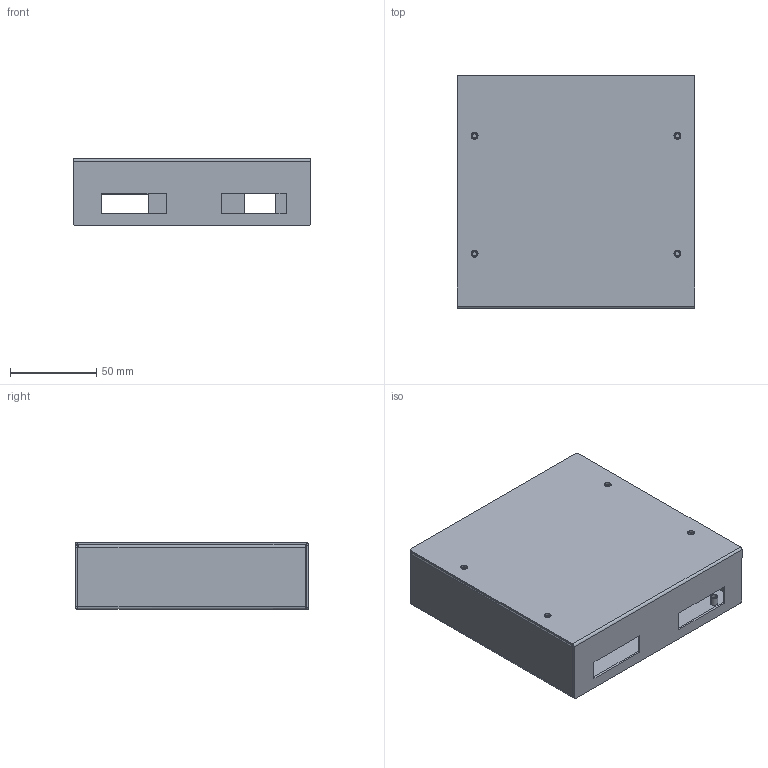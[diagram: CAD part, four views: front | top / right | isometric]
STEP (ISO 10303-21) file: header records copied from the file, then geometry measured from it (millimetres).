
FILE_DESCRIPTION (( 'STEP AP214' ), '1' );
FILE_NAME ('外壳三维图.STEP', '2024-04-01T05:57:00', ( '' ), ( '' ), 'SwSTEP 2.0', 'SolidWorks 2023', '' );
FILE_SCHEMA (( 'AUTOMOTIVE_DESIGN' ));
Length unit declared in the file: millimetre
Products named in the file (6): 零件20; 零件21^第九版外壳; round nuts drilled holes in one face gb_GB_SPECIAL_TYPE10 M3-N; 零件19; 外壳三维图; 装配体32^第九版外壳
Assembly tree (11 placements, depth 3):
  外壳三维图
    零件19
    零件20
    零件21^第九版外壳
    装配体32^第九版外壳
      round nuts drilled holes in one face gb_GB_SPECIAL_TYPE10 M3-N  x7
Bounding box: 137.4 x 134.9 x 38.6 mm (x, y, z)
Volume: 68166.9 mm3; surface area: 116661.9 mm2
Topology: 15 solids, 15 shells, 326 faces, 758 edges, 454 vertices
Faces by surface type: cylinder 142, plane 118, cone 56, bspline 10
Entity records: 6913 total; most frequent: CARTESIAN_POINT 1479, DIRECTION 1100, ORIENTED_EDGE 1028, EDGE_CURVE 514, AXIS2_PLACEMENT_3D 399, VERTEX_POINT 322, LINE 302, VECTOR 302
